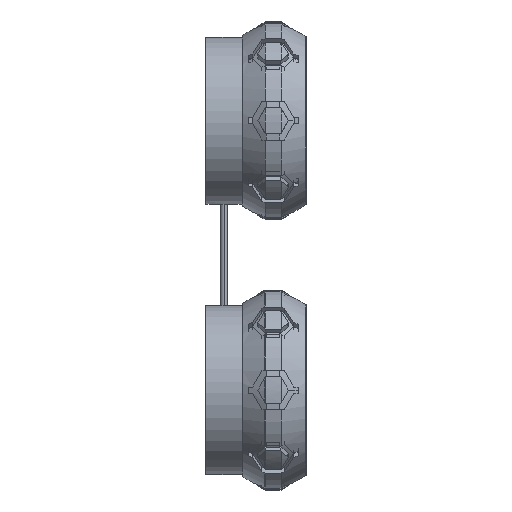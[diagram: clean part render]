
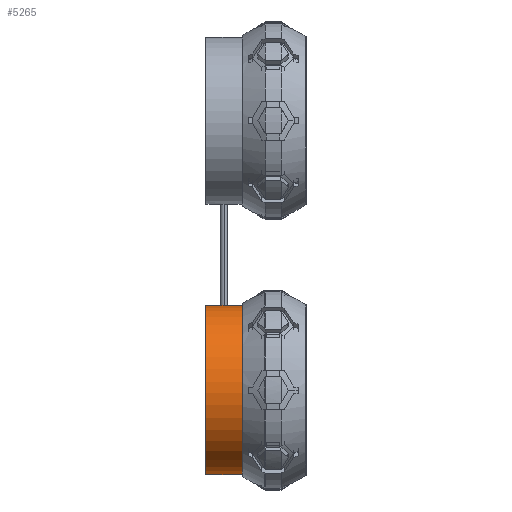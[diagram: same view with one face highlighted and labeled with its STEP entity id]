
A CAD part, left-side view. The second image highlights one B-rep face of the part: STEP entity #5265.
In plain terms, the highlighted free-form (B-spline) face has degree [2, 1] with [5, 2] control points.
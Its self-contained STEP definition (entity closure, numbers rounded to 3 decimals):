
#479 = VERTEX_POINT('',#480);
#480 = CARTESIAN_POINT('',(-178.089,5.033,11.721
    ));
#481 = VERTEX_POINT('',#482);
#482 = CARTESIAN_POINT('',(-178.089,5.033,-11.721)
  );
#490 = EDGE_CURVE('',#479,#491,#493,.T.);
#491 = VERTEX_POINT('',#492);
#492 = CARTESIAN_POINT('',(-178.089,0.,11.721));
#493 = B_SPLINE_CURVE_WITH_KNOTS('',1,(#494,#495),.UNSPECIFIED.,.F.,.F.,
  (2,2),(-0.,5.4),.PIECEWISE_BEZIER_KNOTS.);
#494 = CARTESIAN_POINT('',(-178.089,5.033,11.721
    ));
#495 = CARTESIAN_POINT('',(-178.089,0.,11.721));
#498 = VERTEX_POINT('',#499);
#499 = CARTESIAN_POINT('',(-178.089,0.,-11.721));
#507 = EDGE_CURVE('',#481,#498,#508,.T.);
#508 = B_SPLINE_CURVE_WITH_KNOTS('',1,(#509,#510),.UNSPECIFIED.,.F.,.F.,
  (2,2),(-0.,5.4),.PIECEWISE_BEZIER_KNOTS.);
#509 = CARTESIAN_POINT('',(-178.089,5.033,-11.721)
  );
#510 = CARTESIAN_POINT('',(-178.089,0.,-11.721));
#5227 = EDGE_CURVE('',#498,#491,#5228,.T.);
#5228 = ( BOUNDED_CURVE() B_SPLINE_CURVE(2,(#5229,#5230,#5231,#5232,
#5233),.UNSPECIFIED.,.F.,.F.) B_SPLINE_CURVE_WITH_KNOTS((3,2,3),(
    3.142,4.712,6.283),
.PIECEWISE_BEZIER_KNOTS.) CURVE() GEOMETRIC_REPRESENTATION_ITEM() 
RATIONAL_B_SPLINE_CURVE((1.,0.707,1.,0.707,1.)) 
REPRESENTATION_ITEM('') );
#5229 = CARTESIAN_POINT('',(-178.089,0.,-11.721));
#5230 = CARTESIAN_POINT('',(-189.81,0.,-11.721));
#5231 = CARTESIAN_POINT('',(-189.81,0.,0.));
#5232 = CARTESIAN_POINT('',(-189.81,0.,11.721));
#5233 = CARTESIAN_POINT('',(-178.089,0.,11.721));
#5248 = EDGE_CURVE('',#481,#479,#5249,.T.);
#5249 = ( BOUNDED_CURVE() B_SPLINE_CURVE(2,(#5250,#5251,#5252,#5253,
#5254),.UNSPECIFIED.,.F.,.F.) B_SPLINE_CURVE_WITH_KNOTS((3,2,3),(
    3.142,4.712,6.283),
.PIECEWISE_BEZIER_KNOTS.) CURVE() GEOMETRIC_REPRESENTATION_ITEM() 
RATIONAL_B_SPLINE_CURVE((1.,0.707,1.,0.707,1.)) 
REPRESENTATION_ITEM('') );
#5250 = CARTESIAN_POINT('',(-178.089,5.033,-11.721
    ));
#5251 = CARTESIAN_POINT('',(-189.81,5.033,-11.721
    ));
#5252 = CARTESIAN_POINT('',(-189.81,5.033,
    0.));
#5253 = CARTESIAN_POINT('',(-189.81,5.033,
    11.721));
#5254 = CARTESIAN_POINT('',(-178.089,5.033,
    11.721));
#5265 = ADVANCED_FACE('',(#5266),#5272,.T.);
#5266 = FACE_BOUND('',#5267,.T.);
#5267 = EDGE_LOOP('',(#5268,#5269,#5270,#5271));
#5268 = ORIENTED_EDGE('',*,*,#490,.F.);
#5269 = ORIENTED_EDGE('',*,*,#5248,.F.);
#5270 = ORIENTED_EDGE('',*,*,#507,.T.);
#5271 = ORIENTED_EDGE('',*,*,#5227,.T.);
#5272 = ( BOUNDED_SURFACE() B_SPLINE_SURFACE(2,1,(
    (#5273,#5274)
    ,(#5275,#5276)
    ,(#5277,#5278)
    ,(#5279,#5280)
    ,(#5281,#5282
)),.UNSPECIFIED.,.F.,.F.,.F.) B_SPLINE_SURFACE_WITH_KNOTS((3,2,3),(2,2),
  (3.142,4.712,6.283),(0.,5.4),
.PIECEWISE_BEZIER_KNOTS.) GEOMETRIC_REPRESENTATION_ITEM() 
RATIONAL_B_SPLINE_SURFACE((
    (1.,1.)
    ,(0.707,0.707)
    ,(1.,1.)
    ,(0.707,0.707)
,(1.,1.))) REPRESENTATION_ITEM('') SURFACE() );
#5273 = CARTESIAN_POINT('',(-178.089,5.033,
    11.721));
#5274 = CARTESIAN_POINT('',(-178.089,0.,11.721));
#5275 = CARTESIAN_POINT('',(-189.81,5.033,
    11.721));
#5276 = CARTESIAN_POINT('',(-189.81,0.,11.721));
#5277 = CARTESIAN_POINT('',(-189.81,5.033,
    0.));
#5278 = CARTESIAN_POINT('',(-189.81,0.,0.));
#5279 = CARTESIAN_POINT('',(-189.81,5.033,-11.721
    ));
#5280 = CARTESIAN_POINT('',(-189.81,0.,-11.721));
#5281 = CARTESIAN_POINT('',(-178.089,5.033,-11.721
    ));
#5282 = CARTESIAN_POINT('',(-178.089,0.,-11.721));
